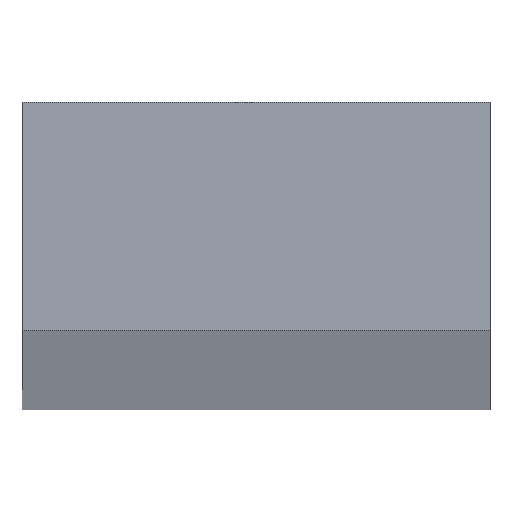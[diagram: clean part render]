
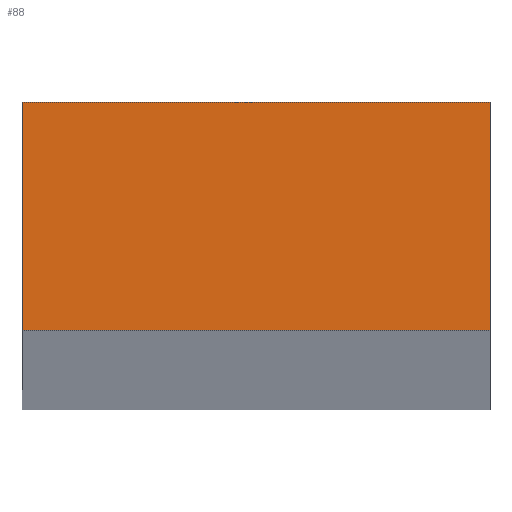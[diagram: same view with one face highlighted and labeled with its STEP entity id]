
A CAD part, top view. The second image highlights one B-rep face of the part: STEP entity #88.
In plain terms, the highlighted planar face has unit normal (0, 0, 1).
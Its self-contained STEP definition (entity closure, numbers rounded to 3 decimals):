
#4 = CARTESIAN_POINT ( 'NONE',  ( -10.25, 10., 2000. ) ) ;
#7 = CARTESIAN_POINT ( 'NONE',  ( 0., 0., 2000. ) ) ;
#8 = EDGE_CURVE ( 'NONE', #68, #148, #139, .T. ) ;
#17 = EDGE_CURVE ( 'NONE', #148, #223, #140, .T. ) ;
#31 = AXIS2_PLACEMENT_3D ( 'NONE', #7, #76, #188 ) ;
#40 = DIRECTION ( 'NONE',  ( 1., 0., 0. ) ) ;
#68 = VERTEX_POINT ( 'NONE', #221 ) ;
#70 = ORIENTED_EDGE ( 'NONE', *, *, #98, .T. ) ;
#71 = DIRECTION ( 'NONE',  ( 0., 1., 0. ) ) ;
#72 = EDGE_LOOP ( 'NONE', ( #183, #217, #70, #159 ) ) ;
#76 = DIRECTION ( 'NONE',  ( 0., 0., 1. ) ) ;
#78 = CARTESIAN_POINT ( 'NONE',  ( 10.25, 0., 2000. ) ) ;
#79 = CARTESIAN_POINT ( 'NONE',  ( 10.25, 10., 2000. ) ) ;
#85 = CARTESIAN_POINT ( 'NONE',  ( -10.25, 0., 2000. ) ) ;
#88 = ADVANCED_FACE ( 'NONE', ( #126 ), #202, .T. ) ;
#98 = EDGE_CURVE ( 'NONE', #167, #68, #190, .T. ) ;
#118 = VECTOR ( 'NONE', #40, 1000. ) ;
#125 = VECTOR ( 'NONE', #71, 1000. ) ;
#126 = FACE_OUTER_BOUND ( 'NONE', #72, .T. ) ;
#135 = CARTESIAN_POINT ( 'NONE',  ( 10.25, 0., 2000. ) ) ;
#139 = LINE ( 'NONE', #4, #201 ) ;
#140 = LINE ( 'NONE', #85, #118 ) ;
#148 = VERTEX_POINT ( 'NONE', #150 ) ;
#150 = CARTESIAN_POINT ( 'NONE',  ( -10.25, 0., 2000. ) ) ;
#159 = ORIENTED_EDGE ( 'NONE', *, *, #8, .T. ) ;
#166 = VECTOR ( 'NONE', #192, 1000. ) ;
#167 = VERTEX_POINT ( 'NONE', #79 ) ;
#183 = ORIENTED_EDGE ( 'NONE', *, *, #17, .T. ) ;
#188 = DIRECTION ( 'NONE',  ( 1., 0., 0. ) ) ;
#190 = LINE ( 'NONE', #229, #166 ) ;
#192 = DIRECTION ( 'NONE',  ( -1., 0., 0. ) ) ;
#201 = VECTOR ( 'NONE', #205, 1000. ) ;
#202 = PLANE ( 'NONE',  #31 ) ;
#205 = DIRECTION ( 'NONE',  ( 0., -1., 0. ) ) ;
#217 = ORIENTED_EDGE ( 'NONE', *, *, #237, .T. ) ;
#221 = CARTESIAN_POINT ( 'NONE',  ( -10.25, 10., 2000. ) ) ;
#222 = LINE ( 'NONE', #78, #125 ) ;
#223 = VERTEX_POINT ( 'NONE', #135 ) ;
#229 = CARTESIAN_POINT ( 'NONE',  ( 10.25, 10., 2000. ) ) ;
#237 = EDGE_CURVE ( 'NONE', #223, #167, #222, .T. ) ;
